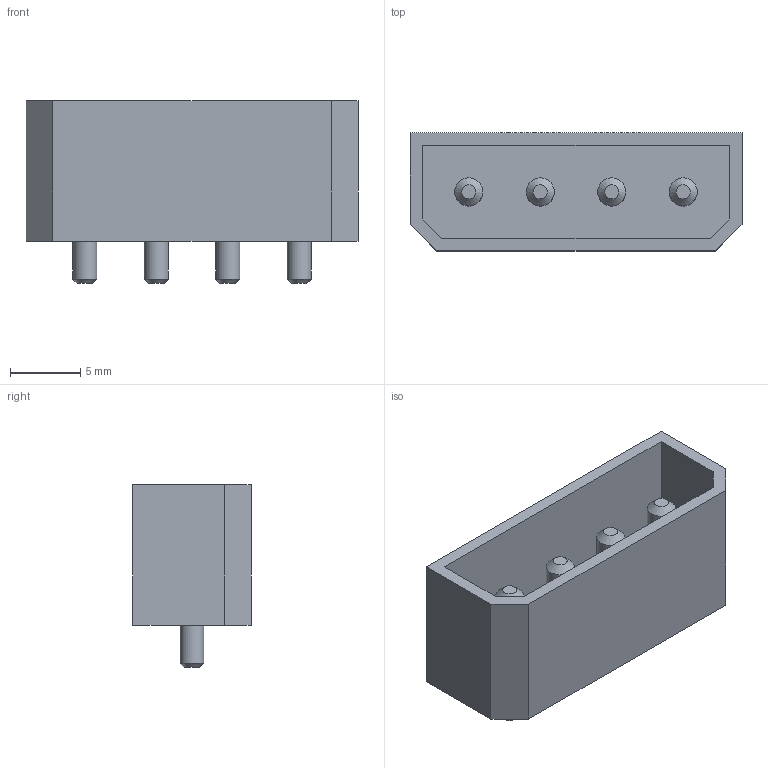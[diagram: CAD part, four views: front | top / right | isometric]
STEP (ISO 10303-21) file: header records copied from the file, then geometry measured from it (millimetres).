
FILE_DESCRIPTION(('FreeCAD Model'),'2;1');
FILE_NAME('Open CASCADE Shape Model','2022-05-29T11:30:59',(''),(''), 'Open CASCADE STEP processor 7.5','FreeCAD','Unknown');
FILE_SCHEMA(('AUTOMOTIVE_DESIGN { 1 0 10303 214 1 1 1 1 }'));
Length unit declared in the file: millimetre
Products named in the file (1): Body
Bounding box: 23.6 x 8.4 x 13 mm (x, y, z)
Volume: 766.8 mm3; surface area: 1745.5 mm2
Topology: 1 solids, 1 shells, 47 faces, 88 edges, 56 vertices
Faces by surface type: plane 27, cylinder 12, cone 8
Full cylindrical faces by diameter (mm): 1.7 x8, 2 x4
Entity records: 1194 total; most frequent: DIRECTION 216, CARTESIAN_POINT 192, ORIENTED_EDGE 176, EDGE_CURVE 88, AXIS2_PLACEMENT_3D 80, FACE_BOUND 60, EDGE_LOOP 60, VERTEX_POINT 56
